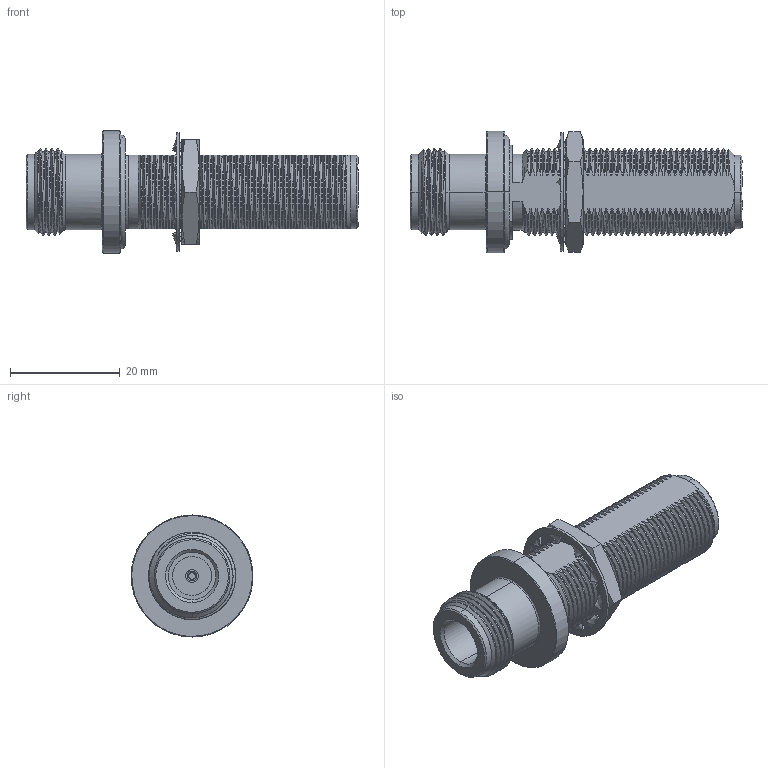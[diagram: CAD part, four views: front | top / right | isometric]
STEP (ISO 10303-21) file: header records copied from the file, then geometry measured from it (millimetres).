
FILE_DESCRIPTION (( 'STEP AP203' ), '1' );
FILE_NAME ('PE9383.step', '2019-05-20T14:14:32', ( '' ), ( '' ), 'SwSTEP 2.0', 'SolidWorks 2018', '' );
FILE_SCHEMA (( 'CONFIG_CONTROL_DESIGN' ));
Length unit declared in the file: inch
Products named in the file (1): PE9383
Bounding box: 60.45 x 22.2 x 22.23 mm (x, y, z)
Volume: 10132.6 mm3; surface area: 6620.4 mm2
Topology: 2 solids, 2 shells, 540 faces, 1622 edges, 1071 vertices
Faces by surface type: bspline 540
Entity records: 30017 total; most frequent: CARTESIAN_POINT 21136, ORIENTED_EDGE 3244, EDGE_CURVE 1622, B_SPLINE_CURVE_WITH_KNOTS 1081, VERTEX_POINT 1071, EDGE_LOOP 565, FACE_OUTER_BOUND 540, ADVANCED_FACE 540
